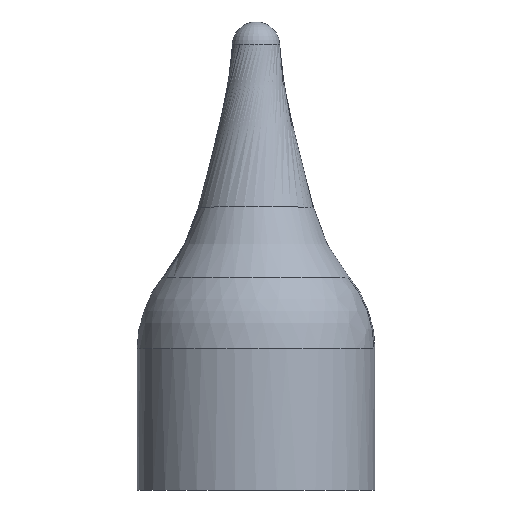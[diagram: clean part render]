
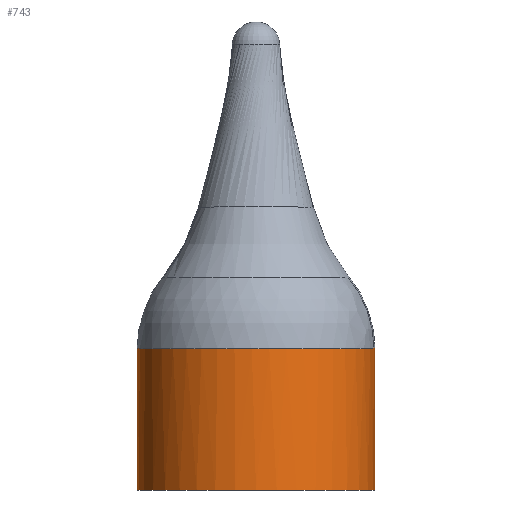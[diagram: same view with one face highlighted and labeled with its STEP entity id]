
A CAD part, front view. The second image highlights one B-rep face of the part: STEP entity #743.
In plain terms, the highlighted cylindrical face has radius 6.35 mm (diameter 12.7 mm), a partial arc.
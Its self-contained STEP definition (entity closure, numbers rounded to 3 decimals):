
#1 = DIRECTION ( 'NONE',  ( -1., 0., 0. ) ) ;
#44 = CARTESIAN_POINT ( 'NONE',  ( 6.341, -0.421, 7.562 ) ) ;
#59 = ORIENTED_EDGE ( 'NONE', *, *, #1126, .F. ) ;
#69 = CARTESIAN_POINT ( 'NONE',  ( -6.35, -0.4, 7.562 ) ) ;
#86 = CARTESIAN_POINT ( 'NONE',  ( -0.226, -6.349, 7.54 ) ) ;
#89 = DIRECTION ( 'NONE',  ( 0., 0., -1. ) ) ;
#101 = CARTESIAN_POINT ( 'NONE',  ( 5.124, -3.772, 7.549 ) ) ;
#126 = VERTEX_POINT ( 'NONE', #547 ) ;
#150 = CARTESIAN_POINT ( 'NONE',  ( 6.35, 0., 7.564 ) ) ;
#161 = B_SPLINE_CURVE_WITH_KNOTS ( 'NONE', 3,
 ( #976, #265, #355, #766, #1204, #1111, #578, #692, #101, #280, #1125, #385, #167, #288, #273, #402, #418, #1152, #1014, #176, #86, #702, #296, #1368, #199, #1116, #685, #796, #504, #1243, #517, #941, #393, #511, #1230, #802, #1344, #925, #1135, #186, #69, #1048 ),
 .UNSPECIFIED., .F., .F.,
 ( 4, 2, 2, 2, 2, 2, 2, 2, 2, 2, 2, 2, 2, 2, 2, 2, 2, 2, 2, 2, 4 ),
 ( 0.021, 0.022, 0.022, 0.023, 0.024, 0.025, 0.027, 0.028, 0.029, 0.03, 0.03, 0.031, 0.033, 0.033, 0.034, 0.035, 0.036, 0.037, 0.038, 0.039, 0.04 ),
 .UNSPECIFIED. ) ;
#167 = CARTESIAN_POINT ( 'NONE',  ( 3.382, -5.389, 7.543 ) ) ;
#176 = CARTESIAN_POINT ( 'NONE',  ( -0.028, -6.353, 7.54 ) ) ;
#186 = CARTESIAN_POINT ( 'NONE',  ( -6.313, -0.795, 7.561 ) ) ;
#199 = CARTESIAN_POINT ( 'NONE',  ( -2.362, -5.908, 7.541 ) ) ;
#265 = CARTESIAN_POINT ( 'NONE',  ( 6.24, -1.241, 7.559 ) ) ;
#273 = CARTESIAN_POINT ( 'NONE',  ( 2.31, -5.928, 7.541 ) ) ;
#280 = CARTESIAN_POINT ( 'NONE',  ( 4.614, -4.381, 7.547 ) ) ;
#288 = CARTESIAN_POINT ( 'NONE',  ( 2.682, -5.77, 7.542 ) ) ;
#296 = CARTESIAN_POINT ( 'NONE',  ( -1.212, -6.246, 7.54 ) ) ;
#313 = DIRECTION ( 'NONE',  ( 0., 0., -1. ) ) ;
#328 = EDGE_CURVE ( 'NONE', #1304, #874, #772, .T. ) ;
#355 = CARTESIAN_POINT ( 'NONE',  ( 6.151, -1.628, 7.558 ) ) ;
#372 = ORIENTED_EDGE ( 'NONE', *, *, #482, .T. ) ;
#385 = CARTESIAN_POINT ( 'NONE',  ( 3.71, -5.169, 7.544 ) ) ;
#387 = ORIENTED_EDGE ( 'NONE', *, *, #442, .T. ) ;
#393 = CARTESIAN_POINT ( 'NONE',  ( -5.156, -3.728, 7.549 ) ) ;
#402 = CARTESIAN_POINT ( 'NONE',  ( 1.554, -6.17, 7.54 ) ) ;
#418 = CARTESIAN_POINT ( 'NONE',  ( 1.167, -6.255, 7.54 ) ) ;
#442 = EDGE_CURVE ( 'NONE', #548, #126, #737, .T. ) ;
#462 = ORIENTED_EDGE ( 'NONE', *, *, #328, .T. ) ;
#476 = CARTESIAN_POINT ( 'NONE',  ( 6.313, -0.702, 7.561 ) ) ;
#482 = EDGE_CURVE ( 'NONE', #543, #548, #1347, .T. ) ;
#486 = LINE ( 'NONE', #933, #844 ) ;
#504 = CARTESIAN_POINT ( 'NONE',  ( -3.586, -5.245, 7.544 ) ) ;
#511 = CARTESIAN_POINT ( 'NONE',  ( -5.58, -3.056, 7.552 ) ) ;
#517 = CARTESIAN_POINT ( 'NONE',  ( -4.365, -4.628, 7.546 ) ) ;
#543 = VERTEX_POINT ( 'NONE', #683 ) ;
#547 = CARTESIAN_POINT ( 'NONE',  ( 6.35, 0., 0. ) ) ;
#548 = VERTEX_POINT ( 'NONE', #1110 ) ;
#578 = CARTESIAN_POINT ( 'NONE',  ( 5.641, -2.923, 7.553 ) ) ;
#595 = CARTESIAN_POINT ( 'NONE',  ( -6.35, 0., 10. ) ) ;
#600 = CARTESIAN_POINT ( 'NONE',  ( 0., 0., 10. ) ) ;
#683 = CARTESIAN_POINT ( 'NONE',  ( -6.35, 0., 7.564 ) ) ;
#685 = CARTESIAN_POINT ( 'NONE',  ( -3.074, -5.56, 7.543 ) ) ;
#692 = CARTESIAN_POINT ( 'NONE',  ( 5.349, -3.446, 7.551 ) ) ;
#702 = CARTESIAN_POINT ( 'NONE',  ( -0.819, -6.309, 7.54 ) ) ;
#726 = CARTESIAN_POINT ( 'NONE',  ( 6.294, -0.843, 7.561 ) ) ;
#737 = CIRCLE ( 'NONE', #1070, 6.35 ) ;
#743 = ADVANCED_FACE ( 'NONE', ( #822 ), #948, .T. ) ;
#766 = CARTESIAN_POINT ( 'NONE',  ( 5.963, -2.192, 7.555 ) ) ;
#772 = B_SPLINE_CURVE_WITH_KNOTS ( 'NONE', 3,
 ( #901, #1097, #44, #476, #977 ),
 .UNSPECIFIED., .F., .F.,
 ( 4, 1, 4 ),
 ( 0.02, 0.02, 0.021 ),
 .UNSPECIFIED. ) ;
#796 = CARTESIAN_POINT ( 'NONE',  ( -3.417, -5.356, 7.543 ) ) ;
#802 = CARTESIAN_POINT ( 'NONE',  ( -5.979, -2.148, 7.555 ) ) ;
#817 = DIRECTION ( 'NONE',  ( 0., 0., 1. ) ) ;
#822 = FACE_OUTER_BOUND ( 'NONE', #857, .T. ) ;
#844 = VECTOR ( 'NONE', #1353, 1000. ) ;
#857 = EDGE_LOOP ( 'NONE', ( #59, #462, #1346, #372, #387 ) ) ;
#858 = VECTOR ( 'NONE', #89, 1000. ) ;
#874 = VERTEX_POINT ( 'NONE', #726 ) ;
#901 = CARTESIAN_POINT ( 'NONE',  ( 6.35, 0., 7.564 ) ) ;
#925 = CARTESIAN_POINT ( 'NONE',  ( -6.155, -1.573, 7.558 ) ) ;
#933 = CARTESIAN_POINT ( 'NONE',  ( 6.35, 0., 10. ) ) ;
#941 = CARTESIAN_POINT ( 'NONE',  ( -4.908, -4.049, 7.548 ) ) ;
#948 = CYLINDRICAL_SURFACE ( 'NONE', #1004, 6.35 ) ;
#976 = CARTESIAN_POINT ( 'NONE',  ( 6.294, -0.843, 7.561 ) ) ;
#977 = CARTESIAN_POINT ( 'NONE',  ( 6.294, -0.843, 7.561 ) ) ;
#1004 = AXIS2_PLACEMENT_3D ( 'NONE', #600, #313, #1 ) ;
#1014 = CARTESIAN_POINT ( 'NONE',  ( 0.371, -6.342, 7.54 ) ) ;
#1048 = CARTESIAN_POINT ( 'NONE',  ( -6.35, 0., 7.564 ) ) ;
#1070 = AXIS2_PLACEMENT_3D ( 'NONE', #1261, #817, #1128 ) ;
#1079 = EDGE_CURVE ( 'NONE', #874, #543, #161, .T. ) ;
#1097 = CARTESIAN_POINT ( 'NONE',  ( 6.35, -0.14, 7.563 ) ) ;
#1110 = CARTESIAN_POINT ( 'NONE',  ( -6.35, 0., 0. ) ) ;
#1111 = CARTESIAN_POINT ( 'NONE',  ( 5.731, -2.742, 7.553 ) ) ;
#1116 = CARTESIAN_POINT ( 'NONE',  ( -2.899, -5.653, 7.542 ) ) ;
#1125 = CARTESIAN_POINT ( 'NONE',  ( 4.326, -4.665, 7.546 ) ) ;
#1126 = EDGE_CURVE ( 'NONE', #1304, #126, #486, .T. ) ;
#1128 = DIRECTION ( 'NONE',  ( 1., 0., 0. ) ) ;
#1135 = CARTESIAN_POINT ( 'NONE',  ( -6.202, -1.379, 7.558 ) ) ;
#1152 = CARTESIAN_POINT ( 'NONE',  ( 0.572, -6.327, 7.54 ) ) ;
#1204 = CARTESIAN_POINT ( 'NONE',  ( 5.892, -2.377, 7.555 ) ) ;
#1230 = CARTESIAN_POINT ( 'NONE',  ( -5.76, -2.703, 7.553 ) ) ;
#1243 = CARTESIAN_POINT ( 'NONE',  ( -4.069, -4.891, 7.545 ) ) ;
#1261 = CARTESIAN_POINT ( 'NONE',  ( 0., 0., 0. ) ) ;
#1304 = VERTEX_POINT ( 'NONE', #150 ) ;
#1344 = CARTESIAN_POINT ( 'NONE',  ( -6.044, -1.957, 7.556 ) ) ;
#1346 = ORIENTED_EDGE ( 'NONE', *, *, #1079, .T. ) ;
#1347 = LINE ( 'NONE', #595, #858 ) ;
#1353 = DIRECTION ( 'NONE',  ( 0., 0., -1. ) ) ;
#1368 = CARTESIAN_POINT ( 'NONE',  ( -1.989, -6.044, 7.541 ) ) ;
